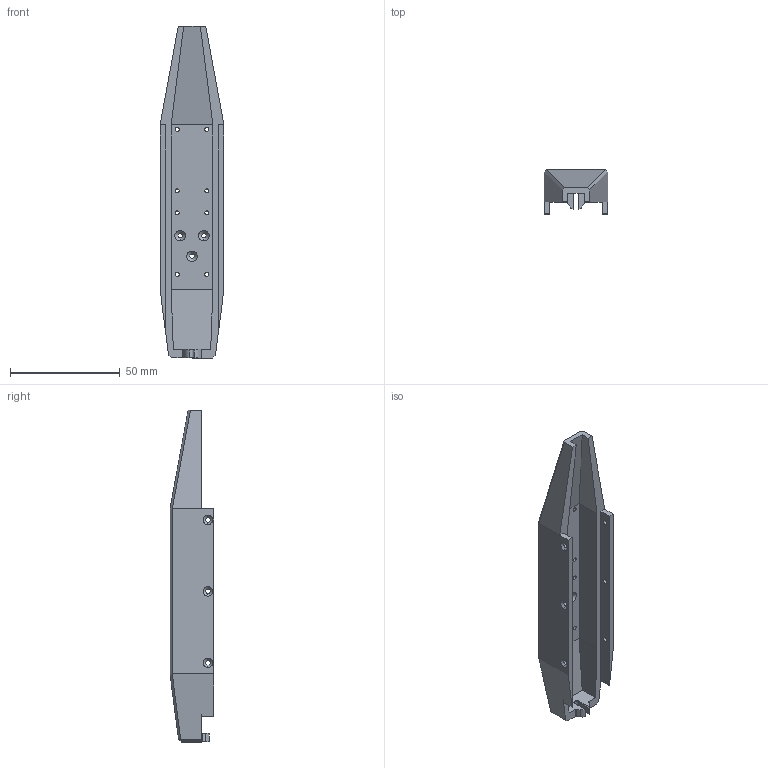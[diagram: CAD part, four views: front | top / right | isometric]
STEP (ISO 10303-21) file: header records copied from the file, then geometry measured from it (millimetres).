
FILE_DESCRIPTION (( 'STEP AP214' ), '1' );
FILE_NAME ('Casing_top_2017-05-22.STEP', '2017-05-22T16:08:24', ( 'Windows User' ), ( '' ), 'SwSTEP 2.0', 'SolidWorks 2014', '' );
FILE_SCHEMA (( 'AUTOMOTIVE_DESIGN' ));
Length unit declared in the file: millimetre
Products named in the file (1): Casing_top_2017-05-22
Bounding box: 29 x 20 x 151 mm (x, y, z)
Volume: 27301.6 mm3; surface area: 17258.7 mm2
Topology: 1 solids, 1 shells, 137 faces, 341 edges, 216 vertices
Faces by surface type: cylinder 59, plane 58, cone 20
Entity records: 4197 total; most frequent: DIRECTION 743, CARTESIAN_POINT 737, ORIENTED_EDGE 682, EDGE_CURVE 341, AXIS2_PLACEMENT_3D 276, VERTEX_POINT 216, LINE 191, VECTOR 191
